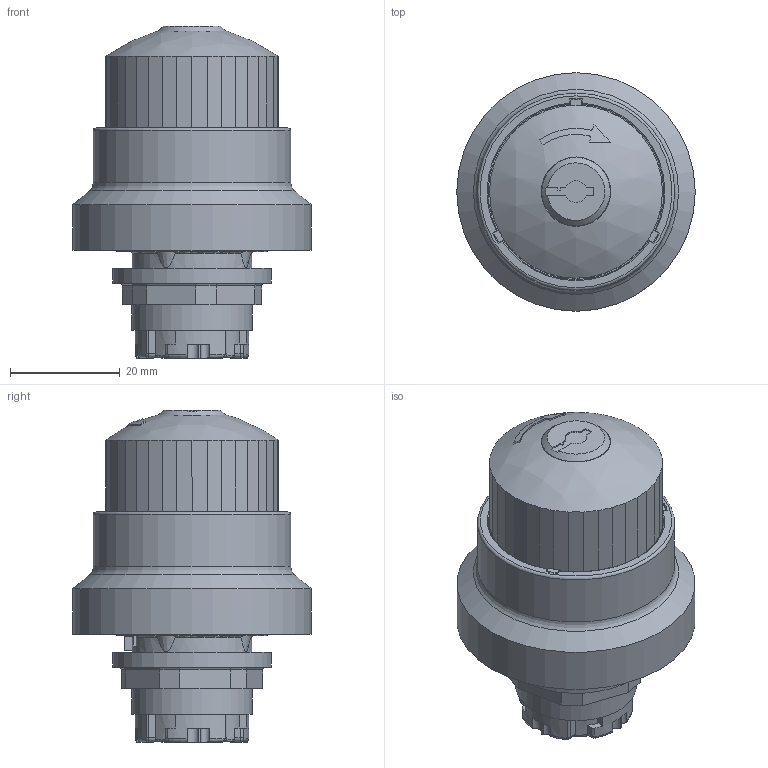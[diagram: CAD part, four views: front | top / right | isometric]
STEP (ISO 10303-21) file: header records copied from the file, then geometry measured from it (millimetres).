
FILE_DESCRIPTION(/* description */ (''),/* implementation_level */ '2;1');
FILE_NAME(/* name */ 'QRBUVSE43.stp',/* time_stamp */ '2017-08-21T15:03:27+02:00',/* author */ ('mharscher'),/* organization */ (''),/* preprocessor_version */ 'ST-DEVELOPER v16.1',/* originating_system */ 'Autodesk Inventor 2016',/* authorisation */ '');
FILE_SCHEMA (('AUTOMOTIVE_DESIGN { 1 0 10303 214 3 1 1 }'));
Length unit declared in the file: centimetre
Products named in the file (1): QRBUVSE43
Bounding box: 43.5 x 43.5 x 60.55 mm (x, y, z)
Volume: 42311.3 mm3; surface area: 12870.3 mm2
Topology: 1 solids, 5 shells, 305 faces, 799 edges, 519 vertices
Faces by surface type: plane 146, cylinder 105, torus 33, cone 11, bspline 8, sphere 2
Full cylindrical faces by diameter (mm): 12.65 x1, 20.75 x1, 21.85 x1, 22 x2, 22.6 x1, 25.35 x1, 27.65 x1, 28.3 x1, 29 x1, 35 x1, 36 x1, 41.5 x1, 43.5 x1
Entity records: 10101 total; most frequent: CARTESIAN_POINT 2669, DIRECTION 1563, ORIENTED_EDGE 1538, EDGE_CURVE 765, AXIS2_PLACEMENT_3D 598, VERTEX_POINT 510, LINE 367, VECTOR 367
